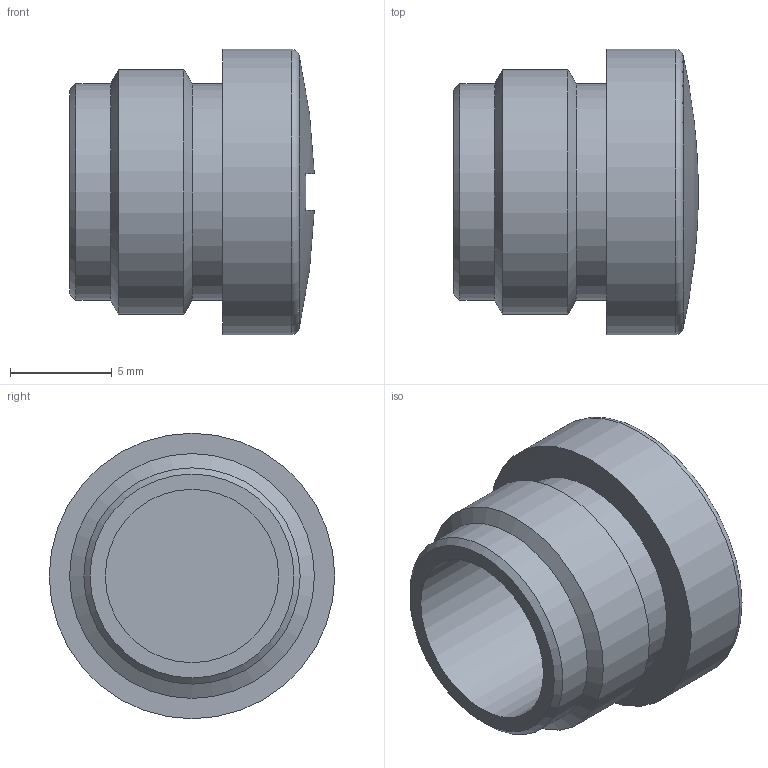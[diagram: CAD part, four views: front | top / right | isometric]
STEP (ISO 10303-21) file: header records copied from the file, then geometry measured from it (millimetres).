
FILE_DESCRIPTION(/* description */ (''),/* implementation_level */ '2;1');
FILE_NAME(/* name */ '16-1068-000.stp',/* time_stamp */ '2010-04-15T07:53:51+02:00',/* author */ (''),/* organization */ (''),/* preprocessor_version */ 'ST-DEVELOPER v11',/* originating_system */ 'UGS - NX 5.0',/* authorisation */ '');
FILE_SCHEMA (('CONFIG_CONTROL_DESIGN'));
Length unit declared in the file: millimetre
Products named in the file (1): cerl3225wl5t
Bounding box: 11.99 x 14 x 14 mm (x, y, z)
Volume: 814.5 mm3; surface area: 1039.9 mm2
Topology: 1 solids, 1 shells, 18 faces, 37 edges, 23 vertices
Faces by surface type: plane 8, cylinder 5, cone 3, sphere 1, torus 1
Full cylindrical faces by diameter (mm): 8.5 x1, 10.6 x2, 12 x1, 14 x1
Entity records: 486 total; most frequent: DIRECTION 78, CARTESIAN_POINT 63, ORIENTED_EDGE 48, AXIS2_PLACEMENT_3D 35, EDGE_LOOP 30, FACE_BOUND 24, EDGE_CURVE 24, VERTEX_POINT 20
